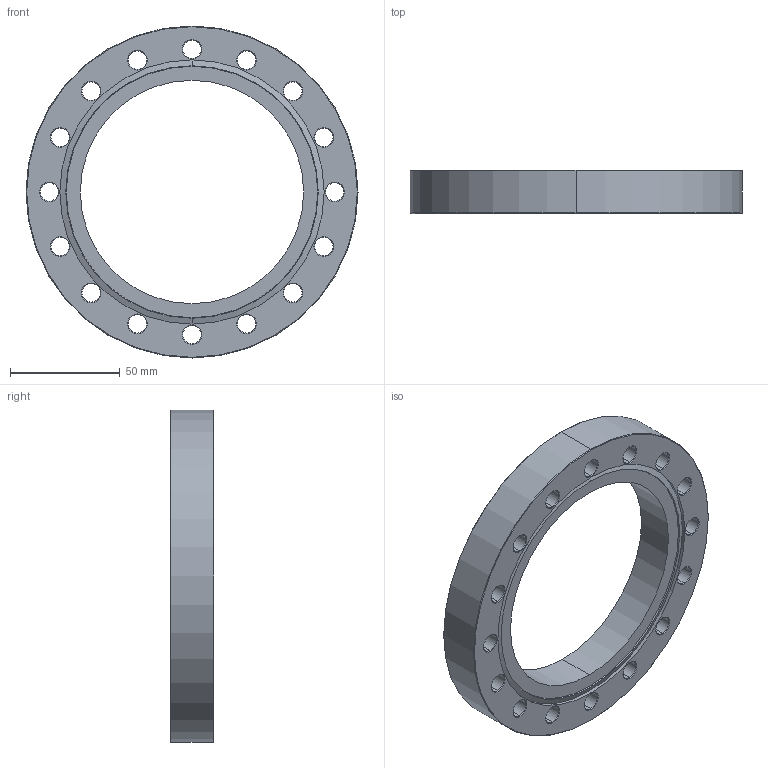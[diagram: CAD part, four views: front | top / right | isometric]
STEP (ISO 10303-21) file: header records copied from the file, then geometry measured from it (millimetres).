
FILE_DESCRIPTION (( 'STEP AP214' ), '1' );
FILE_NAME ('Hositrad_CF100-100D_DoubleSided.STEP', '2010-10-26T15:06:18', ( 'Hositrad' ), ( 'Hositrad' ), 'SwSTEP 2.0', 'SolidWorks 2010', '' );
FILE_SCHEMA (( 'AUTOMOTIVE_DESIGN' ));
Length unit declared in the file: millimetre
Products named in the file (1): Hositrad_CF100-100D_DoubleSided
Bounding box: 151.6 x 19.8 x 151.6 mm (x, y, z)
Volume: 170377.2 mm3; surface area: 42671.2 mm2
Topology: 1 solids, 1 shells, 120 faces, 272 edges, 156 vertices
Faces by surface type: cone 76, cylinder 40, plane 4
Entity records: 3446 total; most frequent: DIRECTION 670, CARTESIAN_POINT 549, ORIENTED_EDGE 544, AXIS2_PLACEMENT_3D 277, EDGE_CURVE 272, EDGE_LOOP 156, VERTEX_POINT 156, CIRCLE 156
